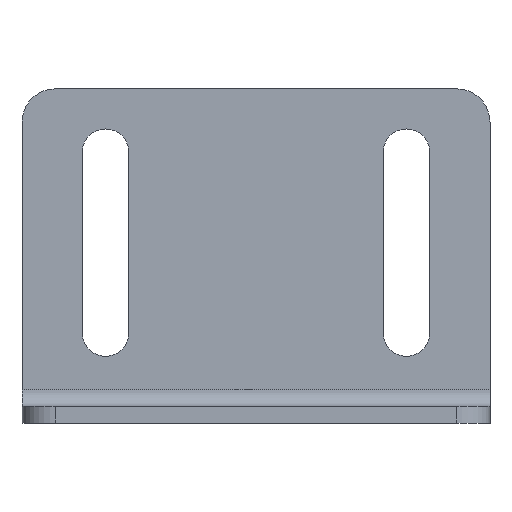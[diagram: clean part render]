
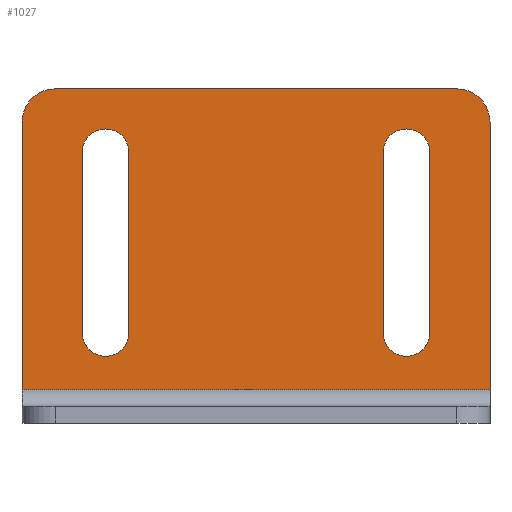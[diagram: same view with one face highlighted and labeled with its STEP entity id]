
A CAD part, front view. The second image highlights one B-rep face of the part: STEP entity #1027.
In plain terms, the highlighted planar face has unit normal (0, -1, 0).
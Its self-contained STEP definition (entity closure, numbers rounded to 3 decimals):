
#59=CARTESIAN_POINT('',(34.843,37.943,13.5));
#60=VERTEX_POINT('',#59);
#67=CARTESIAN_POINT('',(34.843,37.943,40.5));
#68=VERTEX_POINT('',#67);
#69=CARTESIAN_POINT('',(34.843,37.943,40.5));
#70=DIRECTION('',(0.0,0.0,-1.0));
#71=VECTOR('',#70,27.0);
#72=LINE('',#69,#71);
#73=EDGE_CURVE('',#68,#60,#72,.T.);
#99=CARTESIAN_POINT('',(27.843,37.943,40.5));
#100=VERTEX_POINT('',#99);
#101=CARTESIAN_POINT('',(31.343,37.943,40.5));
#102=DIRECTION('',(0.0,1.0,0.0));
#103=DIRECTION('',(1.0,0.0,0.0));
#104=AXIS2_PLACEMENT_3D('',#101,#102,#103);
#105=CIRCLE('',#104,3.5);
#106=EDGE_CURVE('',#100,#68,#105,.T.);
#131=CARTESIAN_POINT('',(27.843,37.943,13.5));
#132=VERTEX_POINT('',#131);
#133=CARTESIAN_POINT('',(27.843,37.943,13.5));
#134=DIRECTION('',(0.0,0.0,1.0));
#135=VECTOR('',#134,27.0);
#136=LINE('',#133,#135);
#137=EDGE_CURVE('',#132,#100,#136,.T.);
#161=CARTESIAN_POINT('',(31.343,37.943,13.5));
#162=DIRECTION('',(0.0,1.0,0.0));
#163=DIRECTION('',(-1.0,0.0,0.0));
#164=AXIS2_PLACEMENT_3D('',#161,#162,#163);
#165=CIRCLE('',#164,3.5);
#166=EDGE_CURVE('',#60,#132,#165,.T.);
#188=CARTESIAN_POINT('',(-10.157,37.943,40.5));
#189=VERTEX_POINT('',#188);
#196=CARTESIAN_POINT('',(-17.157,37.943,40.5));
#197=VERTEX_POINT('',#196);
#198=CARTESIAN_POINT('',(-13.657,37.943,40.5));
#199=DIRECTION('',(0.0,1.0,0.0));
#200=DIRECTION('',(-1.0,0.0,0.0));
#201=AXIS2_PLACEMENT_3D('',#198,#199,#200);
#202=CIRCLE('',#201,3.5);
#203=EDGE_CURVE('',#197,#189,#202,.T.);
#228=CARTESIAN_POINT('',(-17.157,37.943,13.5));
#229=VERTEX_POINT('',#228);
#230=CARTESIAN_POINT('',(-17.157,37.943,13.5));
#231=DIRECTION('',(0.0,0.0,1.0));
#232=VECTOR('',#231,27.0);
#233=LINE('',#230,#232);
#234=EDGE_CURVE('',#229,#197,#233,.T.);
#260=CARTESIAN_POINT('',(-10.157,37.943,13.5));
#261=VERTEX_POINT('',#260);
#262=CARTESIAN_POINT('',(-13.657,37.943,13.5));
#263=DIRECTION('',(0.0,1.0,0.0));
#264=DIRECTION('',(1.0,0.0,0.0));
#265=AXIS2_PLACEMENT_3D('',#262,#263,#264);
#266=CIRCLE('',#265,3.5);
#267=EDGE_CURVE('',#261,#229,#266,.T.);
#290=CARTESIAN_POINT('',(-10.157,37.943,40.5));
#291=DIRECTION('',(0.0,0.0,-1.0));
#292=VECTOR('',#291,27.0);
#293=LINE('',#290,#292);
#294=EDGE_CURVE('',#189,#261,#293,.T.);
#561=CARTESIAN_POINT('',(-26.157,37.943,45.0));
#562=VERTEX_POINT('',#561);
#563=CARTESIAN_POINT('',(-21.157,37.943,50.0));
#564=VERTEX_POINT('',#563);
#565=CARTESIAN_POINT('',(-21.157,37.943,45.0));
#566=DIRECTION('',(0.0,1.,0.0));
#567=DIRECTION('',(-0.707,0.0,0.707));
#568=AXIS2_PLACEMENT_3D('',#565,#566,#567);
#569=CIRCLE('',#568,5.);
#570=EDGE_CURVE('',#562,#564,#569,.T.);
#645=CARTESIAN_POINT('',(-26.157,37.943,5.));
#646=VERTEX_POINT('',#645);
#654=CARTESIAN_POINT('',(-26.157,37.943,5.));
#655=DIRECTION('',(0.0,0.0,1.0));
#656=VECTOR('',#655,40.0);
#657=LINE('',#654,#656);
#658=EDGE_CURVE('',#646,#562,#657,.T.);
#831=CARTESIAN_POINT('',(38.843,37.943,50.0));
#832=VERTEX_POINT('',#831);
#833=CARTESIAN_POINT('',(43.843,37.943,45.0));
#834=VERTEX_POINT('',#833);
#835=CARTESIAN_POINT('',(38.843,37.943,45.0));
#836=DIRECTION('',(0.0,1.,0.0));
#837=DIRECTION('',(0.707,0.0,0.707));
#838=AXIS2_PLACEMENT_3D('',#835,#836,#837);
#839=CIRCLE('',#838,5.);
#840=EDGE_CURVE('',#832,#834,#839,.T.);
#864=CARTESIAN_POINT('',(43.843,37.943,5.));
#865=VERTEX_POINT('',#864);
#866=CARTESIAN_POINT('',(43.843,37.943,45.0));
#867=DIRECTION('',(0.0,0.0,-1.0));
#868=VECTOR('',#867,40.0);
#869=LINE('',#866,#868);
#870=EDGE_CURVE('',#834,#865,#869,.T.);
#930=CARTESIAN_POINT('',(-26.157,37.943,5.));
#931=DIRECTION('',(1.0,0.0,0.0));
#932=VECTOR('',#931,70.0);
#933=LINE('',#930,#932);
#934=EDGE_CURVE('',#646,#865,#933,.T.);
#991=CARTESIAN_POINT('',(-21.157,37.943,50.0));
#992=DIRECTION('',(1.0,0.0,0.0));
#993=VECTOR('',#992,60.0);
#994=LINE('',#991,#993);
#995=EDGE_CURVE('',#564,#832,#994,.T.);
#1002=CARTESIAN_POINT('',(8.843,37.943,26.25));
#1003=DIRECTION('',(0.0,1.0,0.0));
#1004=DIRECTION('',(0.0,0.0,1.0));
#1005=AXIS2_PLACEMENT_3D('',#1002,#1003,#1004);
#1006=PLANE('',#1005);
#1007=ORIENTED_EDGE('',*,*,#570,.F.);
#1008=ORIENTED_EDGE('',*,*,#658,.F.);
#1009=ORIENTED_EDGE('',*,*,#934,.T.);
#1010=ORIENTED_EDGE('',*,*,#870,.F.);
#1011=ORIENTED_EDGE('',*,*,#840,.F.);
#1012=ORIENTED_EDGE('',*,*,#995,.F.);
#1013=EDGE_LOOP('',(#1007,#1008,#1009,#1010,#1011,#1012));
#1014=FACE_OUTER_BOUND('',#1013,.T.);
#1015=ORIENTED_EDGE('',*,*,#137,.T.);
#1016=ORIENTED_EDGE('',*,*,#106,.T.);
#1017=ORIENTED_EDGE('',*,*,#73,.T.);
#1018=ORIENTED_EDGE('',*,*,#166,.T.);
#1019=EDGE_LOOP('',(#1015,#1016,#1017,#1018));
#1020=FACE_BOUND('',#1019,.T.);
#1021=ORIENTED_EDGE('',*,*,#267,.T.);
#1022=ORIENTED_EDGE('',*,*,#234,.T.);
#1023=ORIENTED_EDGE('',*,*,#203,.T.);
#1024=ORIENTED_EDGE('',*,*,#294,.T.);
#1025=EDGE_LOOP('',(#1021,#1022,#1023,#1024));
#1026=FACE_BOUND('',#1025,.T.);
#1027=ADVANCED_FACE('',(#1014,#1020,#1026),#1006,.F.);
